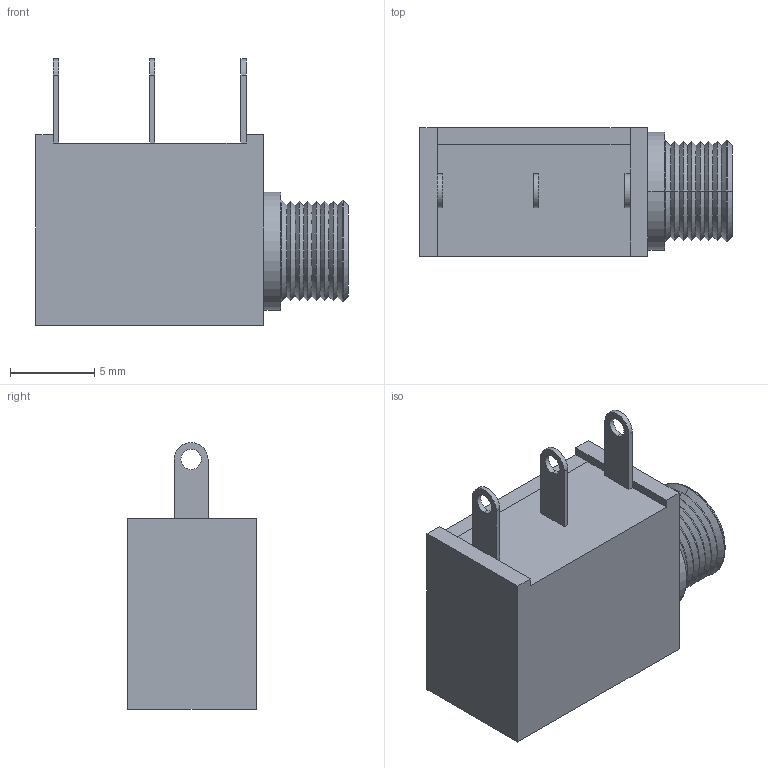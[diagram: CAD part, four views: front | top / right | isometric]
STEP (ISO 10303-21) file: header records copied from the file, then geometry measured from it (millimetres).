
FILE_DESCRIPTION (( 'STEP AP214' ), '1' );
FILE_NAME ('CUI_DEVICES_MJ-3502.step', '2020-10-29T19:29:20', ( '' ), ( '' ), 'SwSTEP 2.0', 'SolidWorks 2020', '' );
FILE_SCHEMA (( 'AUTOMOTIVE_DESIGN' ));
Length unit declared in the file: inch
Products named in the file (1): CUI_DEVICES_MJ-3502
Bounding box: 18.5 x 7.6 x 15.8 mm (x, y, z)
Volume: 1212.9 mm3; surface area: 1199.3 mm2
Topology: 2 solids, 2 shells, 82 faces, 186 edges, 112 vertices
Faces by surface type: plane 35, cone 30, cylinder 17
Entity records: 2743 total; most frequent: DIRECTION 414, CARTESIAN_POINT 381, ORIENTED_EDGE 372, EDGE_CURVE 186, AXIS2_PLACEMENT_3D 145, LINE 124, VECTOR 124, VERTEX_POINT 112
